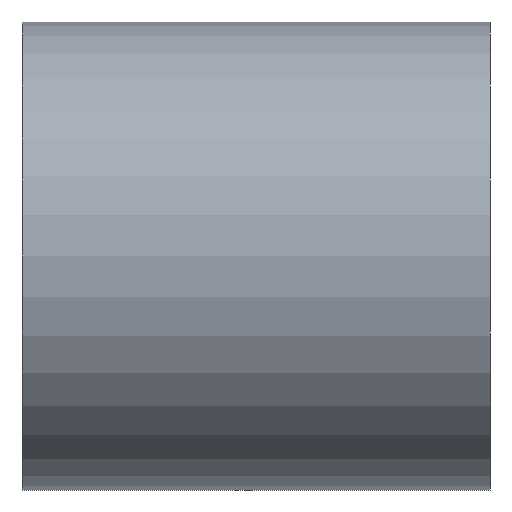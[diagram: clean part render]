
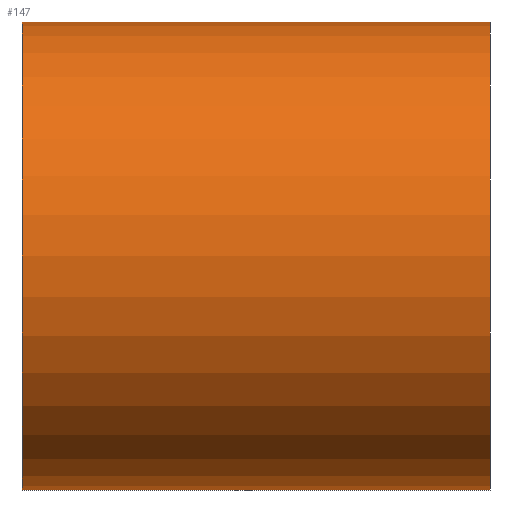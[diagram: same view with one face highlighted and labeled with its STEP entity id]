
A CAD part, left-side view. The second image highlights one B-rep face of the part: STEP entity #147.
In plain terms, the highlighted cylindrical face has radius 7.938 mm (diameter 15.875 mm), a partial arc.
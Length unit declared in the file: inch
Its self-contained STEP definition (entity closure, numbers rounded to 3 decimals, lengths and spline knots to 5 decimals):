
#1 = VECTOR ( 'NONE', #43, 39.37008 ) ;
#4 = CYLINDRICAL_SURFACE ( 'NONE', #29, 0.3125 ) ;
#8 = AXIS2_PLACEMENT_3D ( 'NONE', #50, #54, #55 ) ;
#9 = VECTOR ( 'NONE', #53, 39.37008 ) ;
#11 = EDGE_LOOP ( 'NONE', ( #98, #104, #99, #14 ) ) ;
#14 = ORIENTED_EDGE ( 'NONE', *, *, #144, .T. ) ;
#25 = CARTESIAN_POINT ( 'NONE',  ( 0., 0.625, -0.3125 ) ) ;
#26 = CARTESIAN_POINT ( 'NONE',  ( 0., 0.625, 0.3125 ) ) ;
#27 = FACE_OUTER_BOUND ( 'NONE', #11, .T. ) ;
#29 = AXIS2_PLACEMENT_3D ( 'NONE', #62, #63, #64 ) ;
#41 = LINE ( 'NONE', #42, #1 ) ;
#42 = CARTESIAN_POINT ( 'NONE',  ( 0., 0.625, 0.3125 ) ) ;
#43 = DIRECTION ( 'NONE',  ( 0., -1., 0. ) ) ;
#50 = CARTESIAN_POINT ( 'NONE',  ( 0., 0., 0. ) ) ;
#51 = LINE ( 'NONE', #52, #9 ) ;
#52 = CARTESIAN_POINT ( 'NONE',  ( 0., 0.625, -0.3125 ) ) ;
#53 = DIRECTION ( 'NONE',  ( 0., -1., 0. ) ) ;
#54 = DIRECTION ( 'NONE',  ( 0., 1., 0. ) ) ;
#55 = DIRECTION ( 'NONE',  ( 0., 0., 1. ) ) ;
#56 = CARTESIAN_POINT ( 'NONE',  ( 0., 0.625, 0. ) ) ;
#57 = DIRECTION ( 'NONE',  ( 0., 1., 0. ) ) ;
#58 = DIRECTION ( 'NONE',  ( 0., 0., 1. ) ) ;
#62 = CARTESIAN_POINT ( 'NONE',  ( 0., 0.625, 0. ) ) ;
#63 = DIRECTION ( 'NONE',  ( 0., -1., 0. ) ) ;
#64 = DIRECTION ( 'NONE',  ( 0., 0., -1. ) ) ;
#90 = CARTESIAN_POINT ( 'NONE',  ( 0., 0., 0.3125 ) ) ;
#91 = CARTESIAN_POINT ( 'NONE',  ( 0., 0., -0.3125 ) ) ;
#92 = VERTEX_POINT ( 'NONE', #91 ) ;
#93 = VERTEX_POINT ( 'NONE', #90 ) ;
#94 = VERTEX_POINT ( 'NONE', #26 ) ;
#95 = VERTEX_POINT ( 'NONE', #25 ) ;
#98 = ORIENTED_EDGE ( 'NONE', *, *, #140, .F. ) ;
#99 = ORIENTED_EDGE ( 'NONE', *, *, #143, .T. ) ;
#104 = ORIENTED_EDGE ( 'NONE', *, *, #145, .F. ) ;
#127 = AXIS2_PLACEMENT_3D ( 'NONE', #56, #57, #58 ) ;
#138 = CIRCLE ( 'NONE', #8, 0.3125 ) ;
#139 = CIRCLE ( 'NONE', #127, 0.3125 ) ;
#140 = EDGE_CURVE ( 'NONE', #94, #93, #41, .T. ) ;
#143 = EDGE_CURVE ( 'NONE', #95, #92, #51, .T. ) ;
#144 = EDGE_CURVE ( 'NONE', #92, #93, #138, .T. ) ;
#145 = EDGE_CURVE ( 'NONE', #95, #94, #139, .T. ) ;
#147 = ADVANCED_FACE ( 'NONE', ( #27 ), #4, .T. ) ;
